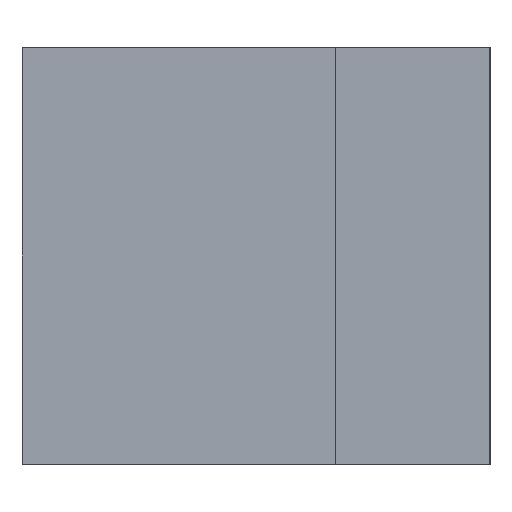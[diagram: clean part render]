
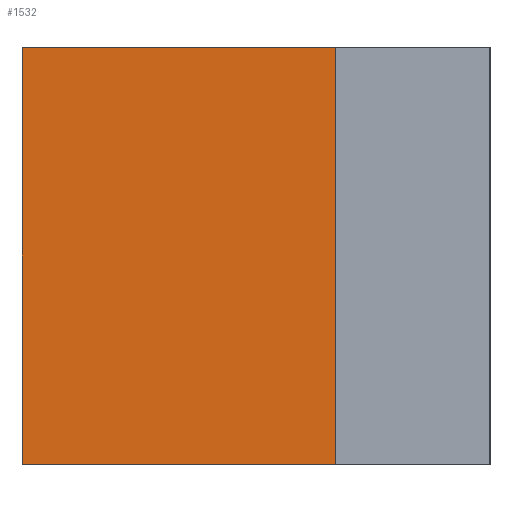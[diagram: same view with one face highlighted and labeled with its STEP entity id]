
A CAD part, left-side view. The second image highlights one B-rep face of the part: STEP entity #1532.
In plain terms, the highlighted planar face has unit normal (-1, 0, 0).
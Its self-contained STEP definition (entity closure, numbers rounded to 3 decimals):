
#41 = ORIENTED_EDGE ( 'NONE', *, *, #650, .F. ) ;
#54 = ORIENTED_EDGE ( 'NONE', *, *, #1321, .T. ) ;
#73 = DIRECTION ( 'NONE',  ( 0., 0., -1. ) ) ;
#145 = CARTESIAN_POINT ( 'NONE',  ( -20.5, -15.341, -14.5 ) ) ;
#178 = CARTESIAN_POINT ( 'NONE',  ( -20.5, 5., 14.5 ) ) ;
#186 = DIRECTION ( 'NONE',  ( 0., 0., 1. ) ) ;
#200 = EDGE_LOOP ( 'NONE', ( #1058, #41, #54, #242 ) ) ;
#207 = VERTEX_POINT ( 'NONE', #1232 ) ;
#242 = ORIENTED_EDGE ( 'NONE', *, *, #846, .F. ) ;
#249 = CARTESIAN_POINT ( 'NONE',  ( -20.5, -70.794, -14.5 ) ) ;
#296 = DIRECTION ( 'NONE',  ( 0., 1., 0. ) ) ;
#303 = CARTESIAN_POINT ( 'NONE',  ( -20.5, -70.794, 14.5 ) ) ;
#416 = VERTEX_POINT ( 'NONE', #557 ) ;
#528 = CARTESIAN_POINT ( 'NONE',  ( -20.5, -25.341, 12.5 ) ) ;
#557 = CARTESIAN_POINT ( 'NONE',  ( -20.5, 5., 12.5 ) ) ;
#572 = VECTOR ( 'NONE', #186, 1000. ) ;
#650 = EDGE_CURVE ( 'NONE', #207, #1133, #995, .T. ) ;
#685 = DIRECTION ( 'NONE',  ( 1., 0., 0. ) ) ;
#691 = DIRECTION ( 'NONE',  ( 0., 1., 0. ) ) ;
#846 = EDGE_CURVE ( 'NONE', #1499, #416, #1286, .T. ) ;
#915 = PLANE ( 'NONE',  #936 ) ;
#936 = AXIS2_PLACEMENT_3D ( 'NONE', #303, #685, #73 ) ;
#954 = EDGE_CURVE ( 'NONE', #1133, #1499, #957, .T. ) ;
#957 = LINE ( 'NONE', #249, #1016 ) ;
#995 = LINE ( 'NONE', #1102, #1448 ) ;
#1016 = VECTOR ( 'NONE', #691, 1000. ) ;
#1058 = ORIENTED_EDGE ( 'NONE', *, *, #954, .F. ) ;
#1102 = CARTESIAN_POINT ( 'NONE',  ( -20.5, -15.341, 14.5 ) ) ;
#1122 = VECTOR ( 'NONE', #296, 1000. ) ;
#1133 = VERTEX_POINT ( 'NONE', #145 ) ;
#1165 = CARTESIAN_POINT ( 'NONE',  ( -20.5, 5., -14.5 ) ) ;
#1232 = CARTESIAN_POINT ( 'NONE',  ( -20.5, -15.341, 12.5 ) ) ;
#1265 = LINE ( 'NONE', #528, #1122 ) ;
#1286 = LINE ( 'NONE', #178, #572 ) ;
#1321 = EDGE_CURVE ( 'NONE', #207, #416, #1265, .T. ) ;
#1349 = DIRECTION ( 'NONE',  ( 0., 0., -1. ) ) ;
#1448 = VECTOR ( 'NONE', #1349, 1000. ) ;
#1499 = VERTEX_POINT ( 'NONE', #1165 ) ;
#1532 = ADVANCED_FACE ( 'NONE', ( #1545 ), #915, .F. ) ;
#1545 = FACE_OUTER_BOUND ( 'NONE', #200, .T. ) ;
